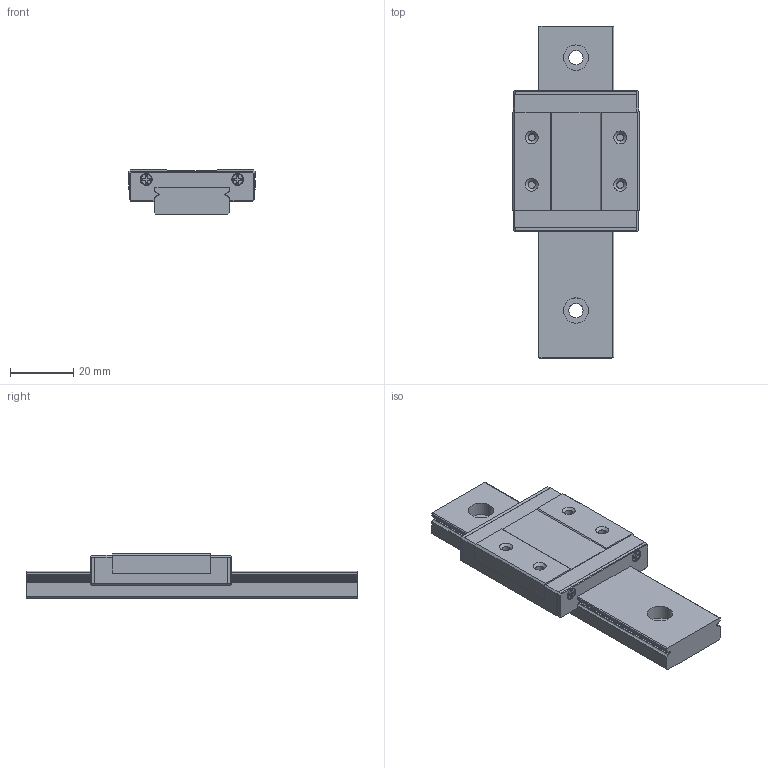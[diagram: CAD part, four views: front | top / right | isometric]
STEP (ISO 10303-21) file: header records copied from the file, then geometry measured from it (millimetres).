
FILE_DESCRIPTION(/* description */ (''),/* implementation_level */ '2;1');
FILE_NAME(/* name */ 'MSD12M.stp',/* time_stamp */ '2013-03-20T15:54:23+08:00',/* author */ (''),/* organization */ (''),/* preprocessor_version */ 'ST-DEVELOPER v11',/* originating_system */ 'UGS - NX 5.0',/* authorisation */ '');
FILE_SCHEMA (('CONFIG_CONTROL_DESIGN'));
Length unit declared in the file: millimetre
Products named in the file (1): assembly1
Bounding box: 39.97 x 105 x 13.98 mm (x, y, z)
Volume: 32531.8 mm3; surface area: 13978.7 mm2
Topology: 2 solids, 10 shells, 297 faces, 709 edges, 447 vertices
Faces by surface type: plane 170, cylinder 111, cone 12, torus 4
Full cylindrical faces by diameter (mm): 1.6 x2, 2 x4, 2.2 x4, 2.5 x4, 3.5 x4, 3.8 x4, 4.5 x3, 8 x3
Entity records: 8316 total; most frequent: DIRECTION 1438, CARTESIAN_POINT 1414, ORIENTED_EDGE 1312, EDGE_CURVE 656, AXIS2_PLACEMENT_3D 490, LINE 458, VECTOR 458, VERTEX_POINT 442
